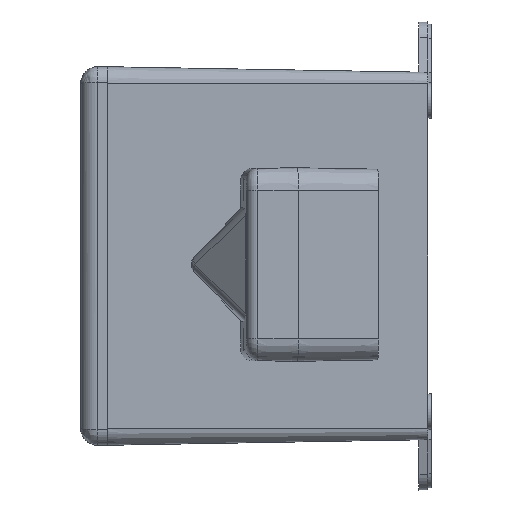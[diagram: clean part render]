
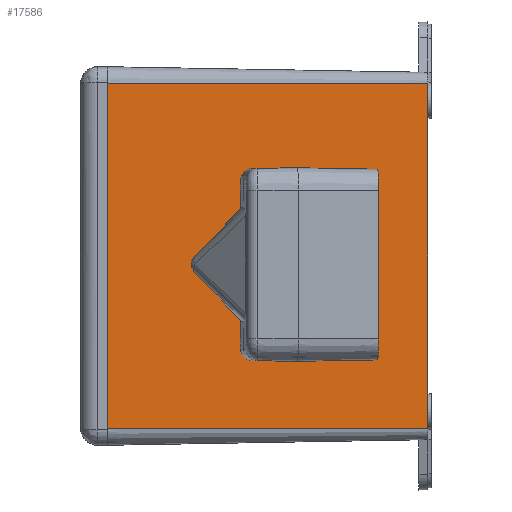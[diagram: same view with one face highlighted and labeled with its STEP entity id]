
A CAD part, front view. The second image highlights one B-rep face of the part: STEP entity #17586.
In plain terms, the highlighted face is planar.
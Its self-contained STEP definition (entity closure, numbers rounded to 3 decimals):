
#85 = DIRECTION ( 'NONE',  ( 0., -0.017, -1. ) ) ;
#580 = CARTESIAN_POINT ( 'NONE',  ( 77., -84.5, 0. ) ) ;
#1182 = VECTOR ( 'NONE', #2657, 1000. ) ;
#1414 = VERTEX_POINT ( 'NONE', #3490 ) ;
#2300 = EDGE_CURVE ( 'NONE', #9999, #15959, #2667, .T. ) ;
#2362 = CARTESIAN_POINT ( 'NONE',  ( -77., -84.5, 0. ) ) ;
#2657 = DIRECTION ( 'NONE',  ( 1., 0., 0. ) ) ;
#2667 = LINE ( 'NONE', #13260, #13187 ) ;
#3308 = EDGE_LOOP ( 'NONE', ( #16723, #15192, #7859, #7457 ) ) ;
#3490 = CARTESIAN_POINT ( 'NONE',  ( 77., -84.5, 0. ) ) ;
#3705 = DIRECTION ( 'NONE',  ( 0., -1., 0.017 ) ) ;
#4668 = EDGE_CURVE ( 'NONE', #15329, #1414, #15414, .T. ) ;
#4870 = DIRECTION ( 'NONE',  ( 1., 0., 0. ) ) ;
#5256 = CARTESIAN_POINT ( 'NONE',  ( 77., -82.004, 143. ) ) ;
#6582 = DIRECTION ( 'NONE',  ( 0., -0.017, -1. ) ) ;
#7457 = ORIENTED_EDGE ( 'NONE', *, *, #2300, .T. ) ;
#7859 = ORIENTED_EDGE ( 'NONE', *, *, #15212, .F. ) ;
#8617 = VECTOR ( 'NONE', #4870, 1000. ) ;
#9933 = AXIS2_PLACEMENT_3D ( 'NONE', #2362, #3705, #6582 ) ;
#9999 = VERTEX_POINT ( 'NONE', #18013 ) ;
#10466 = CARTESIAN_POINT ( 'NONE',  ( -77., -82.004, 143. ) ) ;
#11419 = LINE ( 'NONE', #17289, #1182 ) ;
#11486 = EDGE_CURVE ( 'NONE', #15959, #1414, #11419, .T. ) ;
#13187 = VECTOR ( 'NONE', #85, 1000. ) ;
#13260 = CARTESIAN_POINT ( 'NONE',  ( -77., -84.5, 0. ) ) ;
#13648 = LINE ( 'NONE', #10466, #8617 ) ;
#14426 = VECTOR ( 'NONE', #15312, 1000. ) ;
#15192 = ORIENTED_EDGE ( 'NONE', *, *, #4668, .F. ) ;
#15212 = EDGE_CURVE ( 'NONE', #9999, #15329, #13648, .T. ) ;
#15312 = DIRECTION ( 'NONE',  ( 0., -0.017, -1. ) ) ;
#15329 = VERTEX_POINT ( 'NONE', #5256 ) ;
#15414 = LINE ( 'NONE', #580, #14426 ) ;
#15565 = FACE_OUTER_BOUND ( 'NONE', #3308, .T. ) ;
#15959 = VERTEX_POINT ( 'NONE', #16848 ) ;
#16723 = ORIENTED_EDGE ( 'NONE', *, *, #11486, .T. ) ;
#16848 = CARTESIAN_POINT ( 'NONE',  ( -77., -84.5, 0. ) ) ;
#17289 = CARTESIAN_POINT ( 'NONE',  ( -77., -84.5, 0. ) ) ;
#17586 = ADVANCED_FACE ( 'NONE', ( #15565 ), #18527, .T. ) ;
#18013 = CARTESIAN_POINT ( 'NONE',  ( -77., -82.004, 143. ) ) ;
#18527 = PLANE ( 'NONE',  #9933 ) ;
